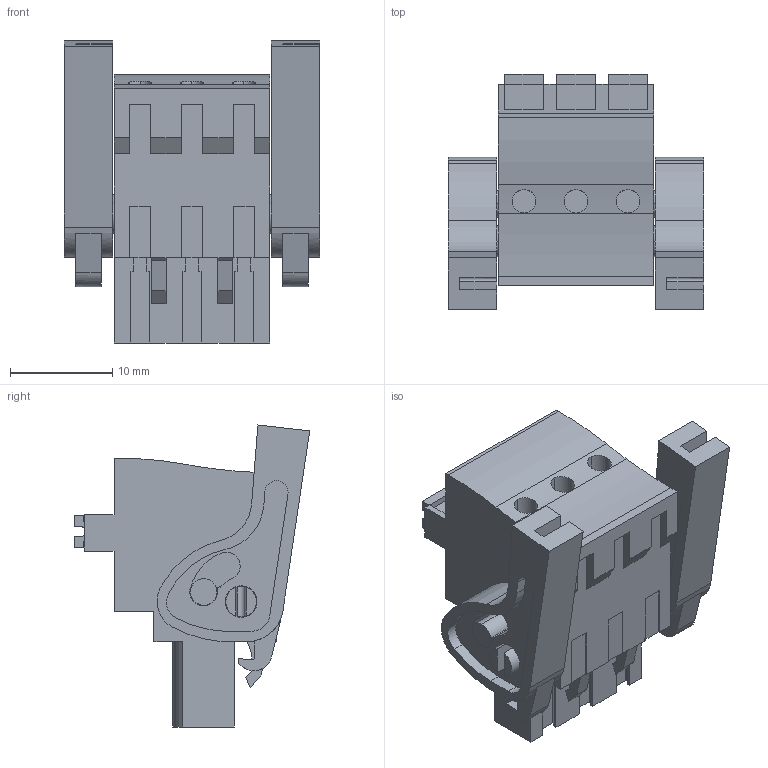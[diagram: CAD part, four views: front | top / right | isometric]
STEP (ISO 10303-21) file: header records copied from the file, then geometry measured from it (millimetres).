
FILE_DESCRIPTION(('CATIA V5 STEP Exchange','CAx-IF Rec.Pracs.--- Model Styling and Organization---1.2---2011-12-15'),'2;1');
FILE_NAME ('D1461192_0_1983090000_1983090000.stp','2017-10-30T15:50:54+00:00',('none'),('Weidmueller'),'CATIA Version 5-6 Release 2014','CATIA V5 STEP AP214','none');
FILE_SCHEMA(('AUTOMOTIVE_DESIGN { 1 0 10303 214 1 1 1 1 }'));
Length unit declared in the file: millimetre
Products named in the file (1): 1983090000
Bounding box: 24.94 x 23.02 x 29.52 mm (x, y, z)
Volume: 5629 mm3; surface area: 4444.4 mm2
Topology: 6 solids, 6 shells, 364 faces, 986 edges, 658 vertices
Faces by surface type: plane 267, cylinder 97
Entity records: 10693 total; most frequent: CARTESIAN_POINT 2047, ORIENTED_EDGE 1972, DIRECTION 1418, EDGE_CURVE 986, VECTOR 768, LINE 768, VERTEX_POINT 658, AXIS2_PLACEMENT_3D 415
